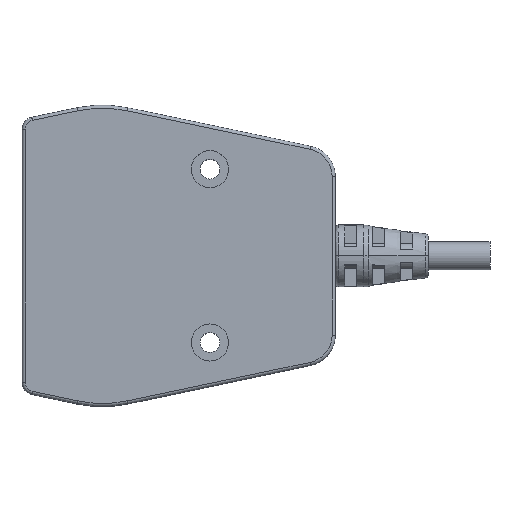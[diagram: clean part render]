
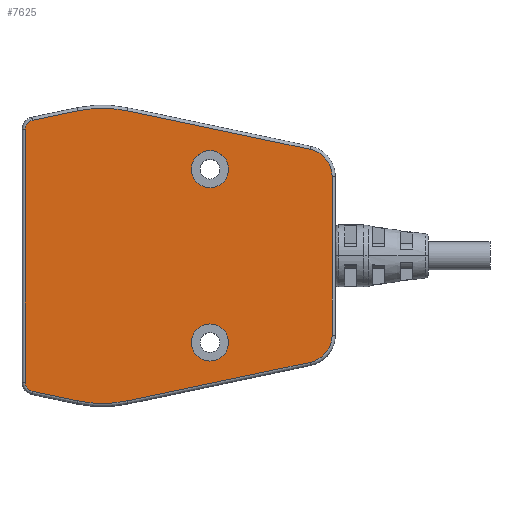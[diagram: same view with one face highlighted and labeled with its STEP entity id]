
A CAD part, top view. The second image highlights one B-rep face of the part: STEP entity #7625.
In plain terms, the highlighted planar face has unit normal (0, 0, 1).
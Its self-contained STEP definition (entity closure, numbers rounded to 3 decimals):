
#912=CARTESIAN_POINT('',(-38.5,49.43,5.5));
#913=DIRECTION('',(0.,0.,1.));
#914=DIRECTION('',(-0.206,0.979,0.));
#915=AXIS2_PLACEMENT_3D('',#912,#913,#914);
#917=DIRECTION('',(-0.979,-0.206,0.));
#918=VECTOR('',#917,7.452);
#919=CARTESIAN_POINT('',(-31.517,52.433,5.5));
#920=LINE('',#919,#918);
#921=CARTESIAN_POINT('',(-27.5,33.351,5.5));
#922=DIRECTION('',(0.,0.,1.));
#923=DIRECTION('',(0.206,0.979,0.));
#924=AXIS2_PLACEMENT_3D('',#921,#922,#923);
#926=DIRECTION('',(-0.979,0.206,0.));
#927=VECTOR('',#926,30.183);
#928=CARTESIAN_POINT('',(6.052,46.215,5.5));
#929=LINE('',#928,#927);
#930=CARTESIAN_POINT('',(5.125,41.811,5.5));
#931=DIRECTION('',(0.,0.,1.));
#932=DIRECTION('',(1.,0.,0.));
#933=AXIS2_PLACEMENT_3D('',#930,#931,#932);
#935=CARTESIAN_POINT('',(5.125,16.189,5.5));
#936=DIRECTION('',(0.,0.,1.));
#937=DIRECTION('',(0.206,-0.979,0.));
#938=AXIS2_PLACEMENT_3D('',#935,#936,#937);
#940=DIRECTION('',(0.979,0.206,0.));
#941=VECTOR('',#940,30.183);
#942=CARTESIAN_POINT('',(-23.483,5.567,5.5));
#943=LINE('',#942,#941);
#944=CARTESIAN_POINT('',(-27.5,24.649,5.5));
#945=DIRECTION('',(0.,0.,1.));
#946=DIRECTION('',(-0.206,-0.979,0.));
#947=AXIS2_PLACEMENT_3D('',#944,#945,#946);
#949=DIRECTION('',(0.979,-0.206,0.));
#950=VECTOR('',#949,7.452);
#951=CARTESIAN_POINT('',(-38.809,7.102,5.5));
#952=LINE('',#951,#950);
#953=CARTESIAN_POINT('',(-38.5,8.57,5.5));
#954=DIRECTION('',(0.,0.,1.));
#955=DIRECTION('',(-1.,0.,0.));
#956=AXIS2_PLACEMENT_3D('',#953,#954,#955);
#958=CARTESIAN_POINT('',(-10.125,15.,5.5));
#959=DIRECTION('',(0.,0.,-1.));
#960=DIRECTION('',(-1.,0.,0.));
#961=AXIS2_PLACEMENT_3D('',#958,#959,#960);
#963=CARTESIAN_POINT('',(-10.125,15.,5.5));
#964=DIRECTION('',(0.,0.,-1.));
#965=DIRECTION('',(1.,0.,0.));
#966=AXIS2_PLACEMENT_3D('',#963,#964,#965);
#968=CARTESIAN_POINT('',(-10.125,43.,5.5));
#969=DIRECTION('',(0.,0.,-1.));
#970=DIRECTION('',(-1.,0.,0.));
#971=AXIS2_PLACEMENT_3D('',#968,#969,#970);
#973=CARTESIAN_POINT('',(-10.125,43.,5.5));
#974=DIRECTION('',(0.,0.,-1.));
#975=DIRECTION('',(1.,0.,0.));
#976=AXIS2_PLACEMENT_3D('',#973,#974,#975);
#982=DIRECTION('',(0.,-1.,0.));
#983=VECTOR('',#982,40.86);
#984=CARTESIAN_POINT('',(-40.,49.43,5.5));
#985=LINE('',#984,#983);
#1039=DIRECTION('',(0.,1.,0.));
#1040=VECTOR('',#1039,25.623);
#1041=CARTESIAN_POINT('',(9.625,16.189,5.5));
#1042=LINE('',#1041,#1040);
#5544=CARTESIAN_POINT('',(-40.,49.43,5.5));
#5545=CARTESIAN_POINT('',(-40.,8.57,5.5));
#5546=VERTEX_POINT('',#5544);
#5547=VERTEX_POINT('',#5545);
#5548=CARTESIAN_POINT('',(-38.809,50.898,5.5));
#5549=VERTEX_POINT('',#5548);
#5550=CARTESIAN_POINT('',(-31.517,52.433,5.5));
#5551=VERTEX_POINT('',#5550);
#5552=CARTESIAN_POINT('',(-23.483,52.433,5.5));
#5553=VERTEX_POINT('',#5552);
#5554=CARTESIAN_POINT('',(6.052,46.215,5.5));
#5555=VERTEX_POINT('',#5554);
#5556=CARTESIAN_POINT('',(9.625,41.811,5.5));
#5557=VERTEX_POINT('',#5556);
#5558=CARTESIAN_POINT('',(9.625,16.189,5.5));
#5559=VERTEX_POINT('',#5558);
#5560=CARTESIAN_POINT('',(6.052,11.785,5.5));
#5561=VERTEX_POINT('',#5560);
#5562=CARTESIAN_POINT('',(-23.483,5.567,5.5));
#5563=VERTEX_POINT('',#5562);
#5564=CARTESIAN_POINT('',(-31.517,5.567,5.5));
#5565=VERTEX_POINT('',#5564);
#5566=CARTESIAN_POINT('',(-38.809,7.102,5.5));
#5567=VERTEX_POINT('',#5566);
#5568=CARTESIAN_POINT('',(-13.125,15.,5.5));
#5569=CARTESIAN_POINT('',(-7.125,15.,5.5));
#5570=VERTEX_POINT('',#5568);
#5571=VERTEX_POINT('',#5569);
#5572=CARTESIAN_POINT('',(-13.125,43.,5.5));
#5573=CARTESIAN_POINT('',(-7.125,43.,5.5));
#5574=VERTEX_POINT('',#5572);
#5575=VERTEX_POINT('',#5573);
#7583=CARTESIAN_POINT('',(-15.187,29.,5.5));
#7584=DIRECTION('',(0.,0.,1.));
#7585=DIRECTION('',(1.,0.,0.));
#7586=AXIS2_PLACEMENT_3D('',#7583,#7584,#7585);
#7587=PLANE('',#7586);
#7589=ORIENTED_EDGE('',*,*,#7588,.F.);
#7591=ORIENTED_EDGE('',*,*,#7590,.F.);
#7593=ORIENTED_EDGE('',*,*,#7592,.F.);
#7595=ORIENTED_EDGE('',*,*,#7594,.F.);
#7597=ORIENTED_EDGE('',*,*,#7596,.F.);
#7599=ORIENTED_EDGE('',*,*,#7598,.F.);
#7601=ORIENTED_EDGE('',*,*,#7600,.F.);
#7602=ORIENTED_EDGE('',*,*,#7573,.F.);
#7604=ORIENTED_EDGE('',*,*,#7603,.F.);
#7606=ORIENTED_EDGE('',*,*,#7605,.F.);
#7608=ORIENTED_EDGE('',*,*,#7607,.F.);
#7610=ORIENTED_EDGE('',*,*,#7609,.F.);
#7611=EDGE_LOOP('',(#7589,#7591,#7593,#7595,#7597,#7599,#7601,#7602,#7604,#7606,
#7608,#7610));
#7612=FACE_OUTER_BOUND('',#7611,.F.);
#7614=ORIENTED_EDGE('',*,*,#7613,.F.);
#7616=ORIENTED_EDGE('',*,*,#7615,.F.);
#7617=EDGE_LOOP('',(#7614,#7616));
#7618=FACE_BOUND('',#7617,.F.);
#7620=ORIENTED_EDGE('',*,*,#7619,.F.);
#7622=ORIENTED_EDGE('',*,*,#7621,.F.);
#7623=EDGE_LOOP('',(#7620,#7622));
#7624=FACE_BOUND('',#7623,.F.);
#7625=ADVANCED_FACE('',(#7612,#7618,#7624),#7587,.T.);
#916=CIRCLE('',#915,1.5);
#925=CIRCLE('',#924,19.5);
#934=CIRCLE('',#933,4.5);
#939=CIRCLE('',#938,4.5);
#948=CIRCLE('',#947,19.5);
#957=CIRCLE('',#956,1.5);
#962=CIRCLE('',#961,3.);
#967=CIRCLE('',#966,3.);
#972=CIRCLE('',#971,3.);
#977=CIRCLE('',#976,3.);
#7573=EDGE_CURVE('',#5561,#5559,#939,.T.);
#7588=EDGE_CURVE('',#5546,#5547,#985,.T.);
#7590=EDGE_CURVE('',#5549,#5546,#916,.T.);
#7592=EDGE_CURVE('',#5551,#5549,#920,.T.);
#7594=EDGE_CURVE('',#5553,#5551,#925,.T.);
#7596=EDGE_CURVE('',#5555,#5553,#929,.T.);
#7598=EDGE_CURVE('',#5557,#5555,#934,.T.);
#7600=EDGE_CURVE('',#5559,#5557,#1042,.T.);
#7603=EDGE_CURVE('',#5563,#5561,#943,.T.);
#7605=EDGE_CURVE('',#5565,#5563,#948,.T.);
#7607=EDGE_CURVE('',#5567,#5565,#952,.T.);
#7609=EDGE_CURVE('',#5547,#5567,#957,.T.);
#7613=EDGE_CURVE('',#5570,#5571,#962,.T.);
#7615=EDGE_CURVE('',#5571,#5570,#967,.T.);
#7619=EDGE_CURVE('',#5574,#5575,#972,.T.);
#7621=EDGE_CURVE('',#5575,#5574,#977,.T.);
